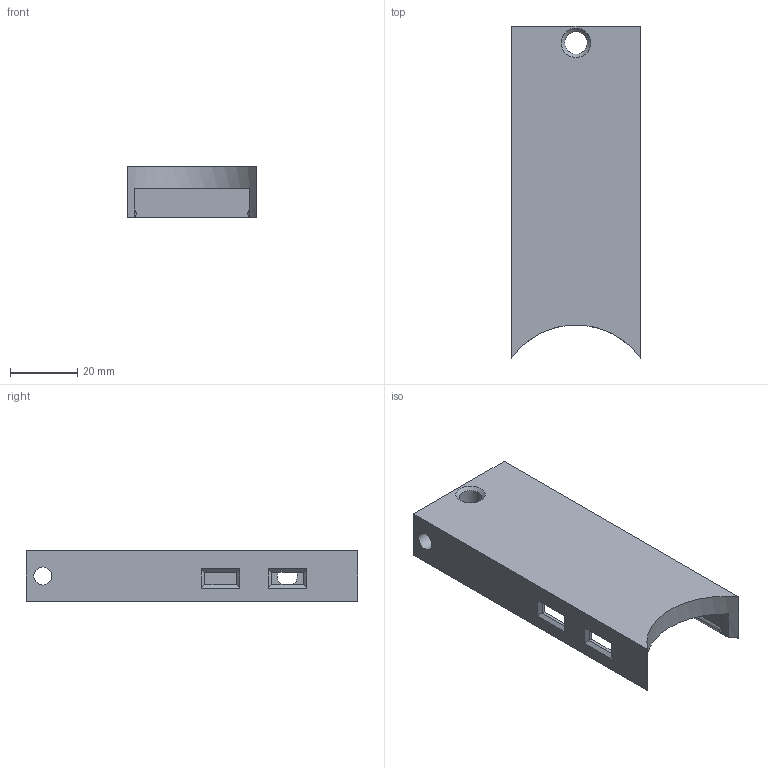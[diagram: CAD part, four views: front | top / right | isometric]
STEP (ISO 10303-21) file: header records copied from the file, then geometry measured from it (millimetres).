
FILE_DESCRIPTION(('FreeCAD Model'),'2;1');
FILE_NAME('Open CASCADE Shape Model','2025-01-08T17:17:14',('Author'),( ''),'Open CASCADE STEP processor 7.8','FreeCAD','Unknown');
FILE_SCHEMA(('AUTOMOTIVE_DESIGN { 1 0 10303 214 1 1 1 1 }'));
Length unit declared in the file: millimetre
Products named in the file (1): GripperLid
Bounding box: 38.2 x 98.63 x 15 mm (x, y, z)
Volume: 16367.1 mm3; surface area: 14291.4 mm2
Topology: 1 solids, 1 shells, 52 faces, 142 edges, 90 vertices
Faces by surface type: plane 38, cylinder 11, cone 3
Full cylindrical faces by diameter (mm): 5.4 x2, 6 x1, 6.75 x1
Entity records: 1932 total; most frequent: CARTESIAN_POINT 575, ORIENTED_EDGE 284, DIRECTION 256, EDGE_CURVE 142, LINE 114, VECTOR 114, VERTEX_POINT 90, AXIS2_PLACEMENT_3D 71
